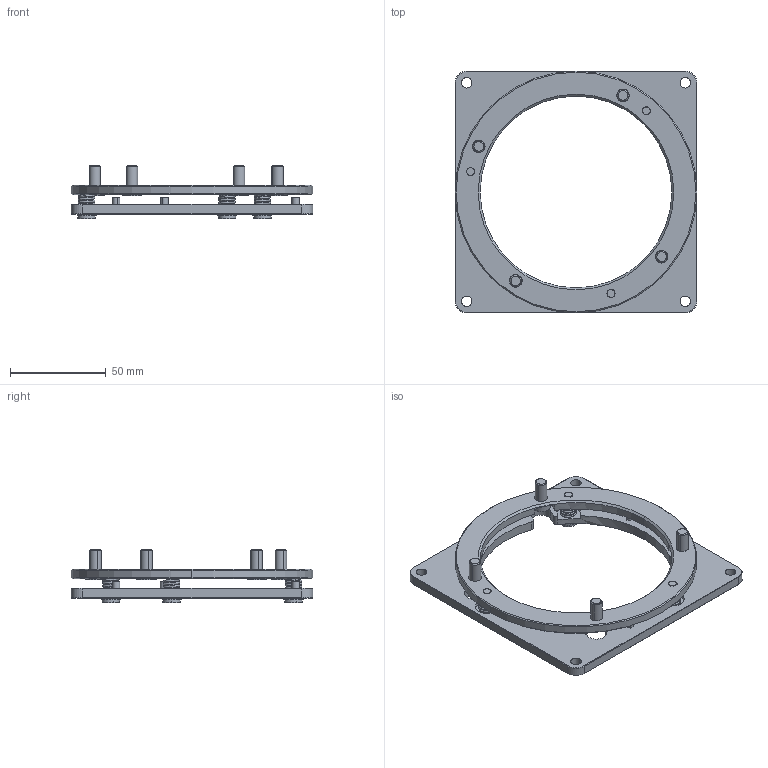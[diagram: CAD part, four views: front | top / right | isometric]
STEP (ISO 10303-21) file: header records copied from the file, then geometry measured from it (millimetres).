
FILE_DESCRIPTION (( 'STEP AP203' ), '1' );
FILE_NAME ('DP29520.step', '2022-01-05T10:55:54', ( '' ), ( '' ), 'SwSTEP 2.0', 'SolidWorks 2021', '' );
FILE_SCHEMA (( 'CONFIG_CONTROL_DESIGN' ));
Length unit declared in the file: millimetre
Products named in the file (1): DP29520
Bounding box: 126 x 126 x 28 mm (x, y, z)
Surface area: 36162 mm2 (no closed solid volume)
Topology: 0 solids, 30 shells, 267 faces, 736 edges, 494 vertices
Faces by surface type: plane 117, cylinder 102, cone 32, torus 10, bspline 6
Entity records: 11803 total; most frequent: CARTESIAN_POINT 4764, DIRECTION 1544, ORIENTED_EDGE 1305, EDGE_CURVE 732, AXIS2_PLACEMENT_3D 574, VERTEX_POINT 494, LINE 396, VECTOR 396
